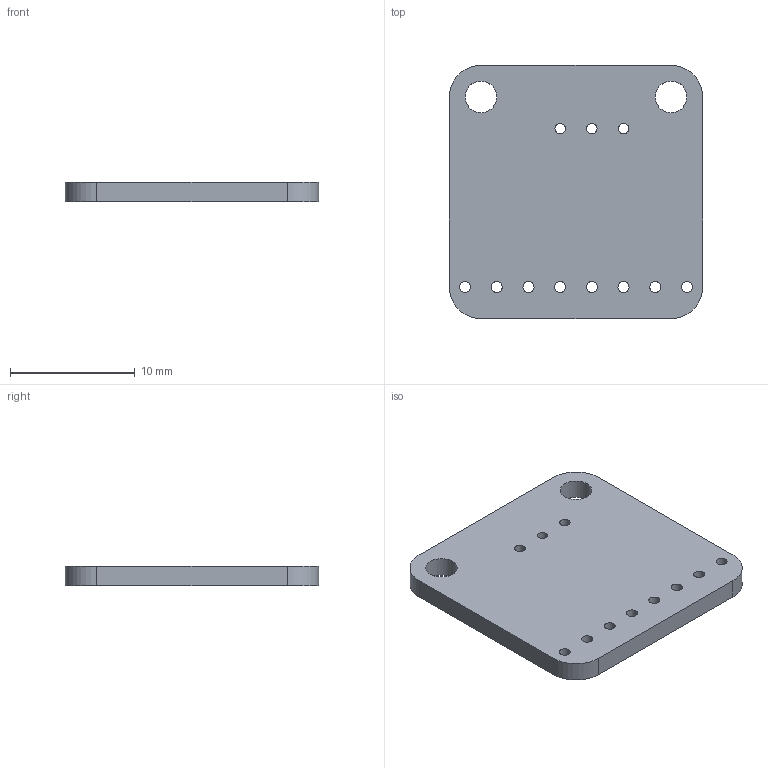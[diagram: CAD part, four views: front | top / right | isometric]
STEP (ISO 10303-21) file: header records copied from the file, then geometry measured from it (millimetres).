
FILE_DESCRIPTION(/* description */ (''),/* implementation_level */ '2;1');
FILE_NAME(/* name */ '2809 LIS3DH.step',/* time_stamp */ '2018-07-07T13:09:37-04:00',/* author */ ('Adafruit'),/* organization */ (''),/* preprocessor_version */ 'ST-DEVELOPER v17',/* originating_system */ 'Autodesk Translation Framework v7.1.0.215',/* authorisation */ '');
FILE_SCHEMA (('AUTOMOTIVE_DESIGN { 1 0 10303 214 3 1 1 }'));
Length unit declared in the file: millimetre
Products named in the file (1): LIS3DH Eagle Import
Bounding box: 20.32 x 20.32 x 1.6 mm (x, y, z)
Volume: 625 mm3; surface area: 978.2 mm2
Topology: 1 solids, 1 shells, 23 faces, 85 edges, 64 vertices
Faces by surface type: cylinder 17, plane 6
Full cylindrical faces by diameter (mm): 0.838 x3, 0.889 x8, 2.54 x2
Entity records: 1056 total; most frequent: DIRECTION 189, CARTESIAN_POINT 173, ORIENTED_EDGE 170, EDGE_CURVE 85, AXIS2_PLACEMENT_3D 80, VERTEX_POINT 64, CIRCLE 56, EDGE_LOOP 49
